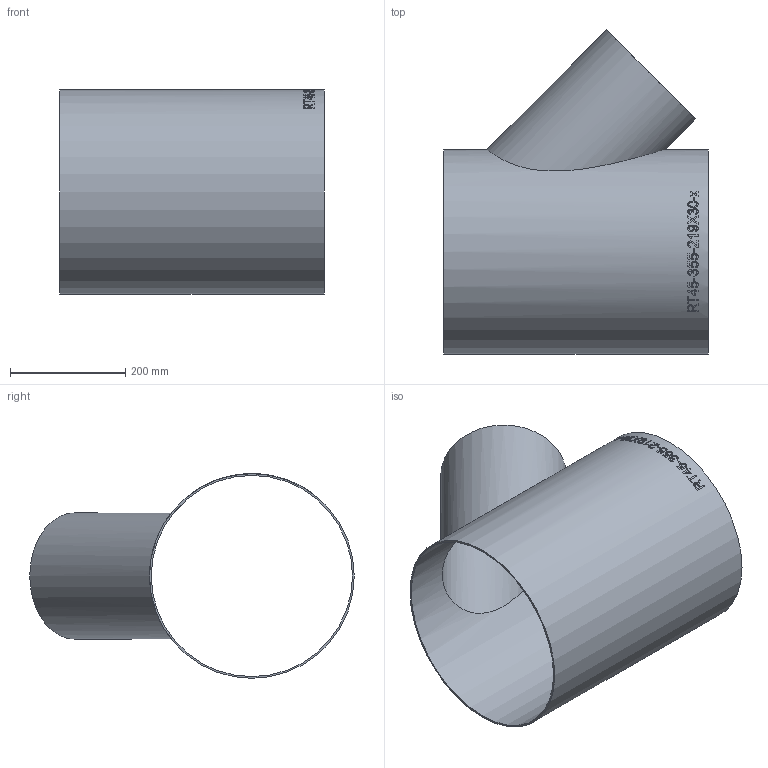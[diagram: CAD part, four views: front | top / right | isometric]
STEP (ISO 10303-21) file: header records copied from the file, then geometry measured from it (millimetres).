
FILE_DESCRIPTION (( 'STEP AP214' ), '1' );
FILE_NAME ('RT45-355-219X30-x T-Stück 45°reduziert Ø355,6 L460 1911.STEP', '2019-11-20T14:31:33', ( '' ), ( '' ), 'SwSTEP 2.0', 'SolidWorks 2016', '' );
FILE_SCHEMA (( 'AUTOMOTIVE_DESIGN' ));
Length unit declared in the file: millimetre
Products named in the file (1): RT45-355-219X30-x T-Stück 45°reduziert Ø355,6 L460  1911
Bounding box: 460 x 563.56 x 355.6 mm (x, y, z)
Volume: 1800052.7 mm3; surface area: 1206319.2 mm2
Topology: 1 solids, 1 shells, 238 faces, 646 edges, 431 vertices
Faces by surface type: bspline 144, plane 69, cylinder 25
Full cylindrical faces by diameter (mm): 213.1 x1, 219.1 x1, 349.6 x1, 355.6 x1
Entity records: 41156 total; most frequent: CARTESIAN_POINT 33888, ORIENTED_EDGE 1276, EDGE_CURVE 638, DIRECTION 461, B_SPLINE_CURVE_WITH_KNOTS 453, VERTEX_POINT 428, EDGE_LOOP 268, FACE_OUTER_BOUND 242
